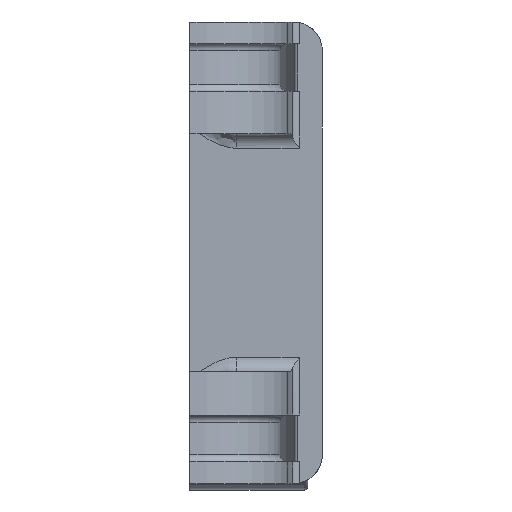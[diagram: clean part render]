
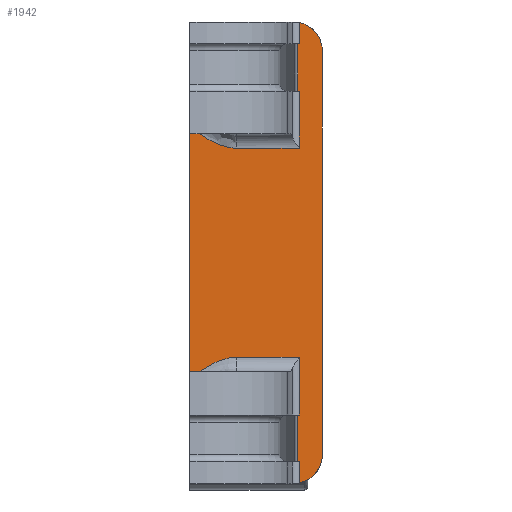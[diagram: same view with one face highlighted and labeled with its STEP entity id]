
A CAD part, left-side view. The second image highlights one B-rep face of the part: STEP entity #1942.
In plain terms, the highlighted planar face has unit normal (-1, 0, 0).
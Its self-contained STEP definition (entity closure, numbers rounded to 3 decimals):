
#27=B_SPLINE_CURVE_WITH_KNOTS('',3,(#3296,#3297,#3298,#3299,#3300,#3301,
#3302,#3303),.UNSPECIFIED.,.F.,.F.,(4,2,1,1,4),(-0.362,-0.361,
-0.217,-0.144,0.),.UNSPECIFIED.);
#28=B_SPLINE_CURVE_WITH_KNOTS('',3,(#3307,#3308,#3309,#3310,#3311,#3312,
#3313,#3314),.UNSPECIFIED.,.F.,.F.,(4,1,1,2,4),(-0.361,-0.217,
-0.144,0.,0.001),.UNSPECIFIED.);
#59=PLANE('',#2131);
#144=FACE_OUTER_BOUND('',#255,.T.);
#255=EDGE_LOOP('',(#1449,#1450,#1451,#1452,#1453,#1454,#1455,#1456,#1457,
#1458,#1459,#1460,#1461,#1462,#1463,#1464,#1465,#1466));
#361=LINE('',#3045,#510);
#373=LINE('',#3156,#522);
#387=LINE('',#3262,#536);
#390=LINE('',#3283,#539);
#391=LINE('',#3294,#540);
#392=LINE('',#3305,#541);
#393=LINE('',#3316,#542);
#394=LINE('',#3317,#543);
#395=LINE('',#3319,#544);
#396=LINE('',#3321,#545);
#397=LINE('',#3323,#546);
#398=LINE('',#3327,#547);
#399=LINE('',#3330,#548);
#400=LINE('',#3331,#549);
#510=VECTOR('',#2430,10.);
#522=VECTOR('',#2492,10.);
#536=VECTOR('',#2530,10.);
#539=VECTOR('',#2543,10.);
#540=VECTOR('',#2546,10.);
#541=VECTOR('',#2547,10.);
#542=VECTOR('',#2548,10.);
#543=VECTOR('',#2549,10.);
#544=VECTOR('',#2550,10.);
#545=VECTOR('',#2551,10.);
#546=VECTOR('',#2552,10.);
#547=VECTOR('',#2555,10.);
#548=VECTOR('',#2558,10.);
#549=VECTOR('',#2559,10.);
#693=CIRCLE('',#2132,2.);
#694=CIRCLE('',#2133,2.);
#807=VERTEX_POINT('',#3042);
#808=VERTEX_POINT('',#3044);
#832=VERTEX_POINT('',#3153);
#833=VERTEX_POINT('',#3155);
#847=VERTEX_POINT('',#3251);
#853=VERTEX_POINT('',#3280);
#854=VERTEX_POINT('',#3282);
#855=VERTEX_POINT('',#3293);
#856=VERTEX_POINT('',#3295);
#857=VERTEX_POINT('',#3304);
#858=VERTEX_POINT('',#3306);
#859=VERTEX_POINT('',#3315);
#860=VERTEX_POINT('',#3318);
#861=VERTEX_POINT('',#3320);
#862=VERTEX_POINT('',#3322);
#863=VERTEX_POINT('',#3324);
#864=VERTEX_POINT('',#3326);
#865=VERTEX_POINT('',#3329);
#1023=EDGE_CURVE('',#808,#807,#361,.T.);
#1055=EDGE_CURVE('',#833,#832,#373,.T.);
#1078=EDGE_CURVE('',#847,#832,#387,.T.);
#1085=EDGE_CURVE('',#853,#854,#390,.T.);
#1087=EDGE_CURVE('',#855,#847,#391,.T.);
#1088=EDGE_CURVE('',#856,#855,#27,.T.);
#1089=EDGE_CURVE('',#856,#857,#392,.T.);
#1090=EDGE_CURVE('',#858,#857,#28,.T.);
#1091=EDGE_CURVE('',#859,#858,#393,.T.);
#1092=EDGE_CURVE('',#808,#859,#394,.T.);
#1093=EDGE_CURVE('',#860,#807,#395,.T.);
#1094=EDGE_CURVE('',#860,#861,#396,.T.);
#1095=EDGE_CURVE('',#862,#861,#397,.T.);
#1096=EDGE_CURVE('',#862,#863,#693,.T.);
#1097=EDGE_CURVE('',#864,#863,#398,.T.);
#1098=EDGE_CURVE('',#864,#854,#694,.T.);
#1099=EDGE_CURVE('',#853,#865,#399,.T.);
#1100=EDGE_CURVE('',#833,#865,#400,.T.);
#1449=ORIENTED_EDGE('',*,*,#1087,.F.);
#1450=ORIENTED_EDGE('',*,*,#1088,.F.);
#1451=ORIENTED_EDGE('',*,*,#1089,.T.);
#1452=ORIENTED_EDGE('',*,*,#1090,.F.);
#1453=ORIENTED_EDGE('',*,*,#1091,.F.);
#1454=ORIENTED_EDGE('',*,*,#1092,.F.);
#1455=ORIENTED_EDGE('',*,*,#1023,.T.);
#1456=ORIENTED_EDGE('',*,*,#1093,.F.);
#1457=ORIENTED_EDGE('',*,*,#1094,.T.);
#1458=ORIENTED_EDGE('',*,*,#1095,.F.);
#1459=ORIENTED_EDGE('',*,*,#1096,.T.);
#1460=ORIENTED_EDGE('',*,*,#1097,.F.);
#1461=ORIENTED_EDGE('',*,*,#1098,.T.);
#1462=ORIENTED_EDGE('',*,*,#1085,.F.);
#1463=ORIENTED_EDGE('',*,*,#1099,.T.);
#1464=ORIENTED_EDGE('',*,*,#1100,.F.);
#1465=ORIENTED_EDGE('',*,*,#1055,.T.);
#1466=ORIENTED_EDGE('',*,*,#1078,.F.);
#1942=ADVANCED_FACE('',(#144),#59,.T.);
#2131=AXIS2_PLACEMENT_3D('',#3292,#2544,#2545);
#2132=AXIS2_PLACEMENT_3D('',#3325,#2553,#2554);
#2133=AXIS2_PLACEMENT_3D('',#3328,#2556,#2557);
#2430=DIRECTION('',(0.,1.,0.));
#2492=DIRECTION('',(0.,-1.,0.));
#2530=DIRECTION('',(0.,0.,1.));
#2543=DIRECTION('',(0.,0.,1.));
#2544=DIRECTION('center_axis',(-1.,0.,0.));
#2545=DIRECTION('ref_axis',(0.,0.,-1.));
#2546=DIRECTION('',(0.,-1.,0.));
#2547=DIRECTION('',(0.,0.,-1.));
#2548=DIRECTION('',(0.,1.,0.));
#2549=DIRECTION('',(0.,0.,1.));
#2550=DIRECTION('',(0.,0.,1.));
#2551=DIRECTION('',(0.,-1.,0.));
#2552=DIRECTION('',(0.,0.,1.));
#2553=DIRECTION('center_axis',(-1.,0.,0.));
#2554=DIRECTION('ref_axis',(0.,-1.,0.));
#2555=DIRECTION('',(0.,0.,-1.));
#2556=DIRECTION('center_axis',(-1.,0.,0.));
#2557=DIRECTION('ref_axis',(0.,0.,1.));
#2558=DIRECTION('',(0.,1.,0.));
#2559=DIRECTION('',(0.,0.,1.));
#3042=CARTESIAN_POINT('',(10.435,-7.5,-5.983));
#3044=CARTESIAN_POINT('',(10.435,-7.598,-5.983));
#3045=CARTESIAN_POINT('',(10.435,0.,-5.983));
#3153=CARTESIAN_POINT('',(10.435,-7.598,16.467));
#3155=CARTESIAN_POINT('',(10.435,-7.5,16.467));
#3156=CARTESIAN_POINT('',(10.435,-2.063,16.467));
#3251=CARTESIAN_POINT('',(10.435,-7.598,12.517));
#3262=CARTESIAN_POINT('',(10.435,-7.598,16.467));
#3280=CARTESIAN_POINT('',(10.435,-7.598,19.767));
#3282=CARTESIAN_POINT('',(10.435,-7.598,21.227));
#3283=CARTESIAN_POINT('',(10.435,-7.598,21.267));
#3292=CARTESIAN_POINT('Origin',(10.435,0.,21.267));
#3293=CARTESIAN_POINT('',(10.435,-3.24,12.517));
#3294=CARTESIAN_POINT('',(10.435,-1.688,12.517));
#3295=CARTESIAN_POINT('',(10.435,0.,14.017));
#3296=CARTESIAN_POINT('Ctrl Pts',(10.435,0.,14.017));
#3297=CARTESIAN_POINT('Ctrl Pts',(10.435,-0.002,14.016));
#3298=CARTESIAN_POINT('Ctrl Pts',(10.435,-0.004,14.014));
#3299=CARTESIAN_POINT('Ctrl Pts',(10.435,-0.393,13.727));
#3300=CARTESIAN_POINT('Ctrl Pts',(10.435,-0.99,13.289));
#3301=CARTESIAN_POINT('Ctrl Pts',(10.435,-2.044,12.719));
#3302=CARTESIAN_POINT('Ctrl Pts',(10.435,-2.759,12.517));
#3303=CARTESIAN_POINT('Ctrl Pts',(10.435,-3.24,12.517));
#3304=CARTESIAN_POINT('',(10.435,0.,-3.483));
#3305=CARTESIAN_POINT('',(10.435,0.,21.267));
#3306=CARTESIAN_POINT('',(10.435,-3.24,-1.983));
#3307=CARTESIAN_POINT('Ctrl Pts',(10.435,-3.24,-1.983));
#3308=CARTESIAN_POINT('Ctrl Pts',(10.435,-2.759,-1.983));
#3309=CARTESIAN_POINT('Ctrl Pts',(10.435,-2.044,-2.185));
#3310=CARTESIAN_POINT('Ctrl Pts',(10.435,-0.99,-2.755));
#3311=CARTESIAN_POINT('Ctrl Pts',(10.435,-0.393,-3.193));
#3312=CARTESIAN_POINT('Ctrl Pts',(10.435,-0.004,-3.48));
#3313=CARTESIAN_POINT('Ctrl Pts',(10.435,-0.002,-3.482));
#3314=CARTESIAN_POINT('Ctrl Pts',(10.435,0.,-3.483));
#3315=CARTESIAN_POINT('',(10.435,-7.598,-1.983));
#3316=CARTESIAN_POINT('',(10.435,-1.688,-1.983));
#3317=CARTESIAN_POINT('',(10.435,-7.598,-5.983));
#3318=CARTESIAN_POINT('',(10.435,-7.5,-9.233));
#3319=CARTESIAN_POINT('',(10.435,-7.5,-9.233));
#3320=CARTESIAN_POINT('',(10.435,-7.598,-9.233));
#3321=CARTESIAN_POINT('',(10.435,0.,-9.233));
#3322=CARTESIAN_POINT('',(10.435,-7.598,-10.693));
#3323=CARTESIAN_POINT('',(10.435,-7.598,-10.733));
#3324=CARTESIAN_POINT('',(10.435,-9.2,-8.733));
#3325=CARTESIAN_POINT('Origin',(10.435,-7.2,-8.733));
#3326=CARTESIAN_POINT('',(10.435,-9.2,19.267));
#3327=CARTESIAN_POINT('',(10.435,-9.2,21.267));
#3328=CARTESIAN_POINT('Origin',(10.435,-7.2,19.267));
#3329=CARTESIAN_POINT('',(10.435,-7.5,19.767));
#3330=CARTESIAN_POINT('',(10.435,-2.063,19.767));
#3331=CARTESIAN_POINT('',(10.435,-7.5,19.767));
